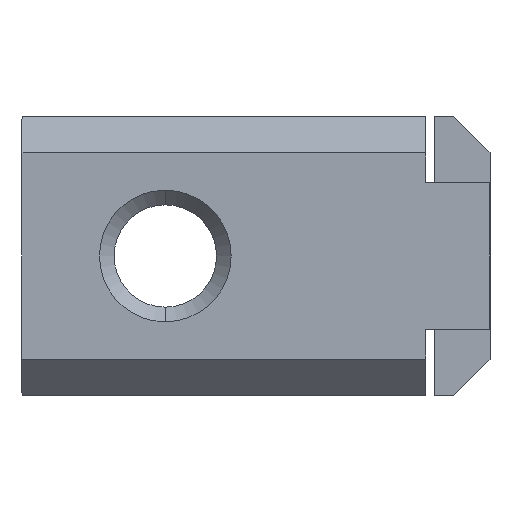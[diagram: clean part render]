
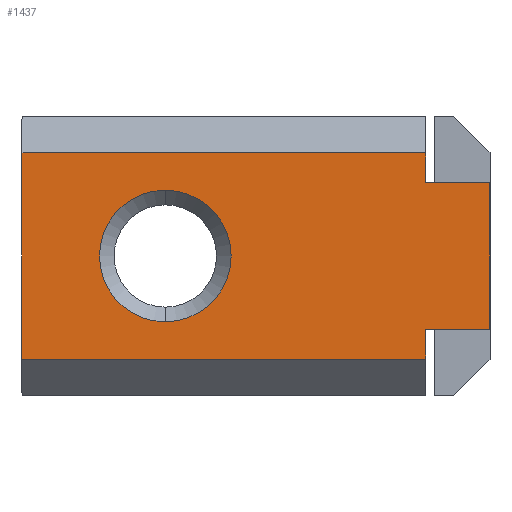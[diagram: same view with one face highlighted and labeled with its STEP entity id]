
A CAD part, left-side view. The second image highlights one B-rep face of the part: STEP entity #1437.
In plain terms, the highlighted planar face has unit normal (-1, 0, 0).
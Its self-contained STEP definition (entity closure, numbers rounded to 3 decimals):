
#82 = CARTESIAN_POINT ( 'NONE',  ( 0., 4.4, -9.55 ) ) ;
#112 = CARTESIAN_POINT ( 'NONE',  ( 0., 0., 5. ) ) ;
#129 = EDGE_CURVE ( 'NONE', #1904, #1393, #1667, .T. ) ;
#130 = CARTESIAN_POINT ( 'NONE',  ( 0., 22.2, 0. ) ) ;
#224 = VERTEX_POINT ( 'NONE', #400 ) ;
#234 = DIRECTION ( 'NONE',  ( 0., -1., 0. ) ) ;
#243 = EDGE_LOOP ( 'NONE', ( #1896, #1120, #335, #862, #2044, #523, #289, #1581 ) ) ;
#278 = DIRECTION ( 'NONE',  ( 1., 0., 0. ) ) ;
#289 = ORIENTED_EDGE ( 'NONE', *, *, #1214, .F. ) ;
#335 = ORIENTED_EDGE ( 'NONE', *, *, #381, .T. ) ;
#342 = ORIENTED_EDGE ( 'NONE', *, *, #541, .T. ) ;
#374 = EDGE_CURVE ( 'NONE', #1393, #539, #774, .T. ) ;
#378 = CARTESIAN_POINT ( 'NONE',  ( 0., 32., 5. ) ) ;
#381 = EDGE_CURVE ( 'NONE', #539, #224, #951, .T. ) ;
#400 = CARTESIAN_POINT ( 'NONE',  ( 0., 4.4, -5. ) ) ;
#422 = EDGE_CURVE ( 'NONE', #1103, #713, #578, .T. ) ;
#523 = ORIENTED_EDGE ( 'NONE', *, *, #422, .F. ) ;
#539 = VERTEX_POINT ( 'NONE', #1288 ) ;
#541 = EDGE_CURVE ( 'NONE', #2005, #781, #1046, .T. ) ;
#578 = LINE ( 'NONE', #378, #1651 ) ;
#600 = DIRECTION ( 'NONE',  ( 1., 0., 0. ) ) ;
#617 = DIRECTION ( 'NONE',  ( 0., 1., 0. ) ) ;
#620 = PLANE ( 'NONE',  #1783 ) ;
#636 = CARTESIAN_POINT ( 'NONE',  ( 0., 32., 7.05 ) ) ;
#648 = DIRECTION ( 'NONE',  ( 0., 1., 0. ) ) ;
#660 = DIRECTION ( 'NONE',  ( 0., 1., 0. ) ) ;
#662 = VECTOR ( 'NONE', #968, 1000. ) ;
#669 = CARTESIAN_POINT ( 'NONE',  ( 0., 32., 5. ) ) ;
#684 = CARTESIAN_POINT ( 'NONE',  ( 0., 32., 5. ) ) ;
#713 = VERTEX_POINT ( 'NONE', #112 ) ;
#717 = ORIENTED_EDGE ( 'NONE', *, *, #1206, .T. ) ;
#729 = CARTESIAN_POINT ( 'NONE',  ( 0., 0., -5. ) ) ;
#735 = CARTESIAN_POINT ( 'NONE',  ( 0., 32., -7.05 ) ) ;
#764 = DIRECTION ( 'NONE',  ( 0., 0., -1. ) ) ;
#774 = LINE ( 'NONE', #1829, #662 ) ;
#781 = VERTEX_POINT ( 'NONE', #2107 ) ;
#807 = CARTESIAN_POINT ( 'NONE',  ( 0., 4.4, 7.05 ) ) ;
#862 = ORIENTED_EDGE ( 'NONE', *, *, #1563, .T. ) ;
#879 = LINE ( 'NONE', #913, #1139 ) ;
#900 = VECTOR ( 'NONE', #648, 1000. ) ;
#909 = DIRECTION ( 'NONE',  ( 0., -1., 0. ) ) ;
#913 = CARTESIAN_POINT ( 'NONE',  ( 0., 32., -5. ) ) ;
#951 = LINE ( 'NONE', #82, #1443 ) ;
#968 = DIRECTION ( 'NONE',  ( 0., -1., 0. ) ) ;
#1013 = DIRECTION ( 'NONE',  ( 0., 0., -1. ) ) ;
#1046 = CIRCLE ( 'NONE', #1549, 4.5 ) ;
#1056 = EDGE_CURVE ( 'NONE', #713, #1304, #1623, .T. ) ;
#1067 = DIRECTION ( 'NONE',  ( 0., 0., 1. ) ) ;
#1103 = VERTEX_POINT ( 'NONE', #1419 ) ;
#1120 = ORIENTED_EDGE ( 'NONE', *, *, #374, .T. ) ;
#1139 = VECTOR ( 'NONE', #909, 1000. ) ;
#1140 = CARTESIAN_POINT ( 'NONE',  ( 0., 0., 5. ) ) ;
#1152 = CARTESIAN_POINT ( 'NONE',  ( 0., 32., 7.05 ) ) ;
#1206 = EDGE_CURVE ( 'NONE', #781, #2005, #1684, .T. ) ;
#1214 = EDGE_CURVE ( 'NONE', #1665, #1103, #1687, .T. ) ;
#1259 = DIRECTION ( 'NONE',  ( 0., 0., -1. ) ) ;
#1288 = CARTESIAN_POINT ( 'NONE',  ( 0., 4.4, -7.05 ) ) ;
#1304 = VERTEX_POINT ( 'NONE', #729 ) ;
#1379 = EDGE_LOOP ( 'NONE', ( #717, #342 ) ) ;
#1393 = VERTEX_POINT ( 'NONE', #735 ) ;
#1419 = CARTESIAN_POINT ( 'NONE',  ( 0., 4.4, 5. ) ) ;
#1437 = ADVANCED_FACE ( 'NONE', ( #1774, #1722 ), #620, .F. ) ;
#1443 = VECTOR ( 'NONE', #1067, 1000. ) ;
#1510 = AXIS2_PLACEMENT_3D ( 'NONE', #1746, #1754, #1757 ) ;
#1549 = AXIS2_PLACEMENT_3D ( 'NONE', #130, #278, #617 ) ;
#1563 = EDGE_CURVE ( 'NONE', #224, #1304, #879, .T. ) ;
#1581 = ORIENTED_EDGE ( 'NONE', *, *, #1933, .T. ) ;
#1623 = LINE ( 'NONE', #1140, #1627 ) ;
#1627 = VECTOR ( 'NONE', #1013, 1000. ) ;
#1651 = VECTOR ( 'NONE', #234, 1000. ) ;
#1665 = VERTEX_POINT ( 'NONE', #807 ) ;
#1667 = LINE ( 'NONE', #684, #2067 ) ;
#1684 = CIRCLE ( 'NONE', #1510, 4.5 ) ;
#1687 = LINE ( 'NONE', #1762, #1692 ) ;
#1692 = VECTOR ( 'NONE', #1259, 1000. ) ;
#1722 = FACE_OUTER_BOUND ( 'NONE', #243, .T. ) ;
#1746 = CARTESIAN_POINT ( 'NONE',  ( 0., 22.2, 0. ) ) ;
#1754 = DIRECTION ( 'NONE',  ( 1., 0., 0. ) ) ;
#1757 = DIRECTION ( 'NONE',  ( 0., 1., 0. ) ) ;
#1762 = CARTESIAN_POINT ( 'NONE',  ( 0., 4.4, 9.55 ) ) ;
#1774 = FACE_BOUND ( 'NONE', #1379, .T. ) ;
#1783 = AXIS2_PLACEMENT_3D ( 'NONE', #669, #600, #660 ) ;
#1829 = CARTESIAN_POINT ( 'NONE',  ( 0., 4.4, -7.05 ) ) ;
#1854 = CARTESIAN_POINT ( 'NONE',  ( 0., 22.2, -4.5 ) ) ;
#1896 = ORIENTED_EDGE ( 'NONE', *, *, #129, .T. ) ;
#1904 = VERTEX_POINT ( 'NONE', #1152 ) ;
#1933 = EDGE_CURVE ( 'NONE', #1665, #1904, #2072, .T. ) ;
#2005 = VERTEX_POINT ( 'NONE', #1854 ) ;
#2044 = ORIENTED_EDGE ( 'NONE', *, *, #1056, .F. ) ;
#2067 = VECTOR ( 'NONE', #764, 1000. ) ;
#2072 = LINE ( 'NONE', #636, #900 ) ;
#2107 = CARTESIAN_POINT ( 'NONE',  ( 0., 22.2, 4.5 ) ) ;
